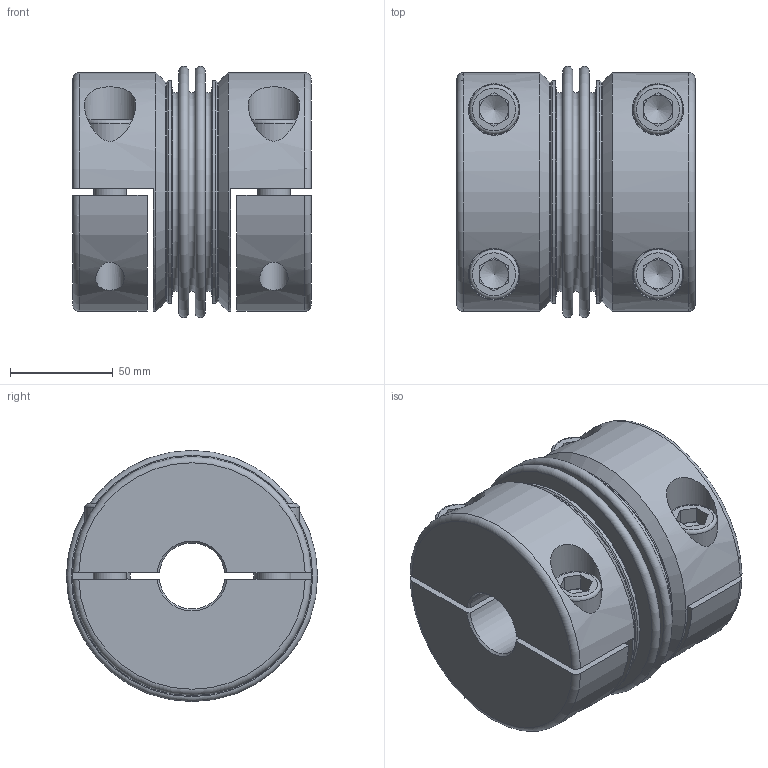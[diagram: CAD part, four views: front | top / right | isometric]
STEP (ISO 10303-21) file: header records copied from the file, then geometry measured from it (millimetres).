
FILE_DESCRIPTION( ( 'Unknown' ), '1' );
FILE_NAME( 'KGH-VA 600 - 2W.stp', 'Unknown', ( 'Unknown' ), ( 'Unknown' ), 'PSStep 10.1', 'Unknown', ' ' );
FILE_SCHEMA( ( 'AUTOMOTIVE_DESIGN { 1 0 10303 214 1 1 1 1 }' ) );
Length unit declared in the file: millimetre
Products named in the file (1): 20717601
Bounding box: 115.58 x 122 x 122 mm (x, y, z)
Volume: 806398.3 mm3; surface area: 177271.2 mm2
Topology: 1 solids, 1 shells, 156 faces, 363 edges, 237 vertices
Faces by surface type: plane 80, cylinder 32, torus 24, cone 20
Full cylindrical faces by diameter (mm): 13.835 x4, 16 x4, 17 x4, 24 x4, 25 x4, 106.4 x2, 108 x2, 116 x2
Entity records: 6124 total; most frequent: CARTESIAN_POINT 1643, DIRECTION 678, ORIENTED_EDGE 556, AXIS2_PLACEMENT_3D 279, EDGE_CURVE 278, EDGE_LOOP 246, VERTEX_POINT 212, FACE_OUTER_BOUND 200
